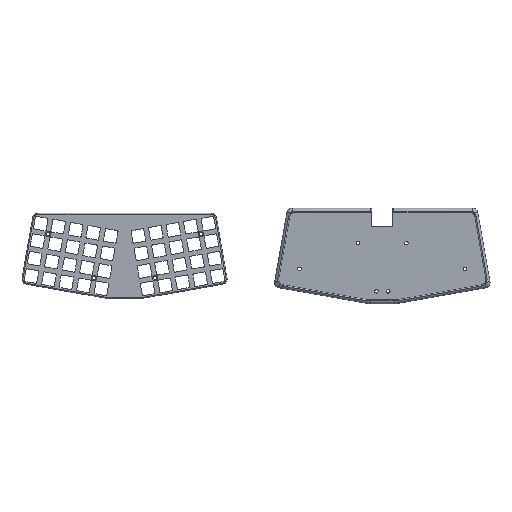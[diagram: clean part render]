
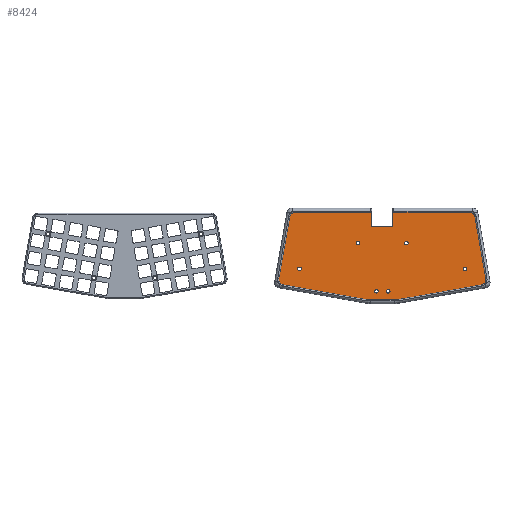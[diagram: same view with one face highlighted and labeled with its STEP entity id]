
A CAD part, top view. The second image highlights one B-rep face of the part: STEP entity #8424.
In plain terms, the highlighted planar face has unit normal (0, 0, 1).
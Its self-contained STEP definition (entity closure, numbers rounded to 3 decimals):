
#325=FACE_BOUND('',#1109,.T.);
#326=FACE_BOUND('',#1110,.T.);
#327=FACE_BOUND('',#1111,.T.);
#328=FACE_BOUND('',#1112,.T.);
#329=FACE_BOUND('',#1113,.T.);
#330=FACE_BOUND('',#1114,.T.);
#423=PLANE('',#8950);
#639=FACE_OUTER_BOUND('',#1108,.T.);
#1108=EDGE_LOOP('',(#5935,#5936,#5937,#5938,#5939,#5940,#5941,#5942,#5943,
#5944,#5945,#5946,#5947,#5948,#5949,#5950,#5951,#5952));
#1109=EDGE_LOOP('',(#5953));
#1110=EDGE_LOOP('',(#5954));
#1111=EDGE_LOOP('',(#5955));
#1112=EDGE_LOOP('',(#5956));
#1113=EDGE_LOOP('',(#5957));
#1114=EDGE_LOOP('',(#5958));
#1667=LINE('',#12575,#2440);
#1670=LINE('',#12580,#2443);
#1671=LINE('',#12582,#2444);
#1674=LINE('',#12593,#2447);
#1675=LINE('',#12597,#2448);
#1676=LINE('',#12601,#2449);
#1677=LINE('',#12605,#2450);
#1678=LINE('',#12609,#2451);
#1679=LINE('',#12613,#2452);
#1680=LINE('',#12616,#2453);
#2440=VECTOR('',#9971,10.);
#2443=VECTOR('',#9976,10.);
#2444=VECTOR('',#9979,10.);
#2447=VECTOR('',#9992,10.);
#2448=VECTOR('',#9995,10.);
#2449=VECTOR('',#9998,10.);
#2450=VECTOR('',#10001,10.);
#2451=VECTOR('',#10004,10.);
#2452=VECTOR('',#10007,10.);
#2453=VECTOR('',#10010,10.);
#3195=CIRCLE('',#8889,1.);
#3197=CIRCLE('',#8893,1.);
#3199=CIRCLE('',#8897,1.);
#3201=CIRCLE('',#8901,1.);
#3202=CIRCLE('',#8903,1.);
#3203=CIRCLE('',#8905,1.);
#3205=CIRCLE('',#8908,0.5);
#3223=CIRCLE('',#8938,0.5);
#3228=CIRCLE('',#8951,3.);
#3229=CIRCLE('',#8952,3.);
#3230=CIRCLE('',#8953,3.);
#3231=CIRCLE('',#8954,3.);
#3232=CIRCLE('',#8955,3.);
#3233=CIRCLE('',#8956,3.);
#3689=VERTEX_POINT('',#12468);
#3691=VERTEX_POINT('',#12476);
#3693=VERTEX_POINT('',#12484);
#3695=VERTEX_POINT('',#12492);
#3696=VERTEX_POINT('',#12496);
#3697=VERTEX_POINT('',#12500);
#3700=VERTEX_POINT('',#12507);
#3701=VERTEX_POINT('',#12509);
#3718=VERTEX_POINT('',#12564);
#3719=VERTEX_POINT('',#12566);
#3720=VERTEX_POINT('',#12574);
#3721=VERTEX_POINT('',#12578);
#3724=VERTEX_POINT('',#12592);
#3725=VERTEX_POINT('',#12594);
#3726=VERTEX_POINT('',#12596);
#3727=VERTEX_POINT('',#12598);
#3728=VERTEX_POINT('',#12600);
#3729=VERTEX_POINT('',#12602);
#3730=VERTEX_POINT('',#12604);
#3731=VERTEX_POINT('',#12606);
#3732=VERTEX_POINT('',#12608);
#3733=VERTEX_POINT('',#12610);
#3734=VERTEX_POINT('',#12612);
#3735=VERTEX_POINT('',#12614);
#4526=EDGE_CURVE('',#3689,#3689,#3195,.F.);
#4530=EDGE_CURVE('',#3691,#3691,#3197,.F.);
#4534=EDGE_CURVE('',#3693,#3693,#3199,.F.);
#4538=EDGE_CURVE('',#3695,#3695,#3201,.F.);
#4540=EDGE_CURVE('',#3696,#3696,#3202,.T.);
#4542=EDGE_CURVE('',#3697,#3697,#3203,.T.);
#4546=EDGE_CURVE('',#3700,#3701,#3205,.F.);
#4575=EDGE_CURVE('',#3718,#3719,#3223,.F.);
#4579=EDGE_CURVE('',#3700,#3720,#1667,.T.);
#4582=EDGE_CURVE('',#3720,#3721,#1670,.T.);
#4583=EDGE_CURVE('',#3721,#3719,#1671,.T.);
#4588=EDGE_CURVE('',#3724,#3718,#1674,.T.);
#4589=EDGE_CURVE('',#3725,#3724,#3228,.T.);
#4590=EDGE_CURVE('',#3726,#3725,#1675,.T.);
#4591=EDGE_CURVE('',#3727,#3726,#3229,.T.);
#4592=EDGE_CURVE('',#3728,#3727,#1676,.T.);
#4593=EDGE_CURVE('',#3729,#3728,#3230,.T.);
#4594=EDGE_CURVE('',#3730,#3729,#1677,.T.);
#4595=EDGE_CURVE('',#3731,#3730,#3231,.T.);
#4596=EDGE_CURVE('',#3732,#3731,#1678,.T.);
#4597=EDGE_CURVE('',#3733,#3732,#3232,.T.);
#4598=EDGE_CURVE('',#3734,#3733,#1679,.T.);
#4599=EDGE_CURVE('',#3735,#3734,#3233,.T.);
#4600=EDGE_CURVE('',#3701,#3735,#1680,.T.);
#5935=ORIENTED_EDGE('',*,*,#4579,.T.);
#5936=ORIENTED_EDGE('',*,*,#4582,.T.);
#5937=ORIENTED_EDGE('',*,*,#4583,.T.);
#5938=ORIENTED_EDGE('',*,*,#4575,.F.);
#5939=ORIENTED_EDGE('',*,*,#4588,.F.);
#5940=ORIENTED_EDGE('',*,*,#4589,.F.);
#5941=ORIENTED_EDGE('',*,*,#4590,.F.);
#5942=ORIENTED_EDGE('',*,*,#4591,.F.);
#5943=ORIENTED_EDGE('',*,*,#4592,.F.);
#5944=ORIENTED_EDGE('',*,*,#4593,.F.);
#5945=ORIENTED_EDGE('',*,*,#4594,.F.);
#5946=ORIENTED_EDGE('',*,*,#4595,.F.);
#5947=ORIENTED_EDGE('',*,*,#4596,.F.);
#5948=ORIENTED_EDGE('',*,*,#4597,.F.);
#5949=ORIENTED_EDGE('',*,*,#4598,.F.);
#5950=ORIENTED_EDGE('',*,*,#4599,.F.);
#5951=ORIENTED_EDGE('',*,*,#4600,.F.);
#5952=ORIENTED_EDGE('',*,*,#4546,.F.);
#5953=ORIENTED_EDGE('',*,*,#4540,.T.);
#5954=ORIENTED_EDGE('',*,*,#4542,.T.);
#5955=ORIENTED_EDGE('',*,*,#4534,.T.);
#5956=ORIENTED_EDGE('',*,*,#4530,.T.);
#5957=ORIENTED_EDGE('',*,*,#4538,.T.);
#5958=ORIENTED_EDGE('',*,*,#4526,.T.);
#8424=ADVANCED_FACE('',(#639,#325,#326,#327,#328,#329,#330),#423,.T.);
#8889=AXIS2_PLACEMENT_3D('',#12469,#9841,#9842);
#8893=AXIS2_PLACEMENT_3D('',#12477,#9851,#9852);
#8897=AXIS2_PLACEMENT_3D('',#12485,#9861,#9862);
#8901=AXIS2_PLACEMENT_3D('',#12493,#9871,#9872);
#8903=AXIS2_PLACEMENT_3D('',#12497,#9876,#9877);
#8905=AXIS2_PLACEMENT_3D('',#12501,#9881,#9882);
#8908=AXIS2_PLACEMENT_3D('',#12510,#9889,#9890);
#8938=AXIS2_PLACEMENT_3D('',#12567,#9958,#9959);
#8950=AXIS2_PLACEMENT_3D('',#12591,#9990,#9991);
#8951=AXIS2_PLACEMENT_3D('',#12595,#9993,#9994);
#8952=AXIS2_PLACEMENT_3D('',#12599,#9996,#9997);
#8953=AXIS2_PLACEMENT_3D('',#12603,#9999,#10000);
#8954=AXIS2_PLACEMENT_3D('',#12607,#10002,#10003);
#8955=AXIS2_PLACEMENT_3D('',#12611,#10005,#10006);
#8956=AXIS2_PLACEMENT_3D('',#12615,#10008,#10009);
#9841=DIRECTION('center_axis',(0.,0.,1.));
#9842=DIRECTION('ref_axis',(1.,0.,0.));
#9851=DIRECTION('center_axis',(0.,0.,1.));
#9852=DIRECTION('ref_axis',(1.,0.,0.));
#9861=DIRECTION('center_axis',(0.,0.,1.));
#9862=DIRECTION('ref_axis',(1.,0.,0.));
#9871=DIRECTION('center_axis',(0.,0.,1.));
#9872=DIRECTION('ref_axis',(1.,0.,0.));
#9876=DIRECTION('center_axis',(0.,0.,-1.));
#9877=DIRECTION('ref_axis',(-1.,0.,0.));
#9881=DIRECTION('center_axis',(0.,0.,-1.));
#9882=DIRECTION('ref_axis',(-1.,0.,0.));
#9889=DIRECTION('center_axis',(0.,0.,-1.));
#9890=DIRECTION('ref_axis',(-0.707,-0.707,0.));
#9958=DIRECTION('center_axis',(0.,0.,-1.));
#9959=DIRECTION('ref_axis',(0.707,-0.707,0.));
#9971=DIRECTION('',(0.,-1.,0.));
#9976=DIRECTION('',(-1.,0.,0.));
#9979=DIRECTION('',(0.,1.,0.));
#9990=DIRECTION('center_axis',(0.,0.,1.));
#9991=DIRECTION('ref_axis',(1.,0.,0.));
#9992=DIRECTION('',(1.,0.,0.));
#9993=DIRECTION('center_axis',(0.,0.,-1.));
#9994=DIRECTION('ref_axis',(0.,1.,0.));
#9995=DIRECTION('',(0.174,0.985,0.));
#9996=DIRECTION('center_axis',(0.,0.,-1.));
#9997=DIRECTION('ref_axis',(-0.985,0.174,0.));
#9998=DIRECTION('',(-0.985,0.174,0.));
#9999=DIRECTION('center_axis',(0.,0.,-1.));
#10000=DIRECTION('ref_axis',(-0.174,-0.985,0.));
#10001=DIRECTION('',(-1.,0.,0.));
#10002=DIRECTION('center_axis',(0.,0.,-1.));
#10003=DIRECTION('ref_axis',(0.,-1.,0.));
#10004=DIRECTION('',(-0.985,-0.174,0.));
#10005=DIRECTION('center_axis',(0.,0.,-1.));
#10006=DIRECTION('ref_axis',(0.174,-0.985,0.));
#10007=DIRECTION('',(0.174,-0.985,0.));
#10008=DIRECTION('center_axis',(0.,0.,-1.));
#10009=DIRECTION('ref_axis',(0.985,0.174,0.));
#10010=DIRECTION('',(1.,0.,0.));
#12468=CARTESIAN_POINT('',(4.792,4.056,2.));
#12469=CARTESIAN_POINT('Origin',(5.792,4.056,2.));
#12476=CARTESIAN_POINT('',(37.809,18.543,2.));
#12477=CARTESIAN_POINT('Origin',(38.809,18.543,2.));
#12484=CARTESIAN_POINT('',(64.921,18.543,2.));
#12485=CARTESIAN_POINT('Origin',(65.921,18.543,2.));
#12492=CARTESIAN_POINT('',(97.938,4.056,2.));
#12493=CARTESIAN_POINT('Origin',(98.938,4.056,2.));
#12496=CARTESIAN_POINT('',(56.695,-8.567,2.));
#12497=CARTESIAN_POINT('Origin',(55.695,-8.567,2.));
#12500=CARTESIAN_POINT('',(50.035,-8.567,2.));
#12501=CARTESIAN_POINT('Origin',(49.035,-8.567,2.));
#12507=CARTESIAN_POINT('',(58.365,36.416,2.));
#12509=CARTESIAN_POINT('',(58.865,35.916,2.));
#12510=CARTESIAN_POINT('Origin',(58.865,36.416,2.));
#12564=CARTESIAN_POINT('',(45.865,35.916,2.));
#12566=CARTESIAN_POINT('',(46.365,36.416,2.));
#12567=CARTESIAN_POINT('Origin',(45.865,36.416,2.));
#12574=CARTESIAN_POINT('',(58.365,27.733,2.));
#12575=CARTESIAN_POINT('',(58.365,24.766,2.));
#12578=CARTESIAN_POINT('',(46.365,27.733,2.));
#12580=CARTESIAN_POINT('',(55.365,27.733,2.));
#12582=CARTESIAN_POINT('',(46.365,19.516,2.));
#12591=CARTESIAN_POINT('Origin',(52.365,11.299,2.));
#12592=CARTESIAN_POINT('',(3.265,35.916,2.));
#12593=CARTESIAN_POINT('',(27.815,35.916,2.));
#12594=CARTESIAN_POINT('',(0.311,33.437,2.));
#12595=CARTESIAN_POINT('Origin',(3.265,32.916,2.));
#12596=CARTESIAN_POINT('',(-5.851,-1.507,2.));
#12597=CARTESIAN_POINT('',(-3.878,9.681,2.));
#12598=CARTESIAN_POINT('',(-3.417,-4.982,2.));
#12599=CARTESIAN_POINT('Origin',(-2.896,-2.028,2.));
#12600=CARTESIAN_POINT('',(43.595,-13.272,2.));
#12601=CARTESIAN_POINT('',(45.747,-13.651,2.));
#12602=CARTESIAN_POINT('',(44.116,-13.317,2.));
#12603=CARTESIAN_POINT('Origin',(44.116,-10.317,2.));
#12604=CARTESIAN_POINT('',(60.614,-13.317,2.));
#12605=CARTESIAN_POINT('',(56.49,-13.317,2.));
#12606=CARTESIAN_POINT('',(61.135,-13.272,2.));
#12607=CARTESIAN_POINT('Origin',(60.614,-10.317,2.));
#12608=CARTESIAN_POINT('',(108.148,-4.982,2.));
#12609=CARTESIAN_POINT('',(82.49,-9.507,2.));
#12610=CARTESIAN_POINT('',(110.581,-1.507,2.));
#12611=CARTESIAN_POINT('Origin',(107.627,-2.028,2.));
#12612=CARTESIAN_POINT('',(104.42,33.437,2.));
#12613=CARTESIAN_POINT('',(105.528,27.153,2.));
#12614=CARTESIAN_POINT('',(101.465,35.916,2.));
#12615=CARTESIAN_POINT('Origin',(101.465,32.916,2.));
#12616=CARTESIAN_POINT('',(27.815,35.916,2.));
